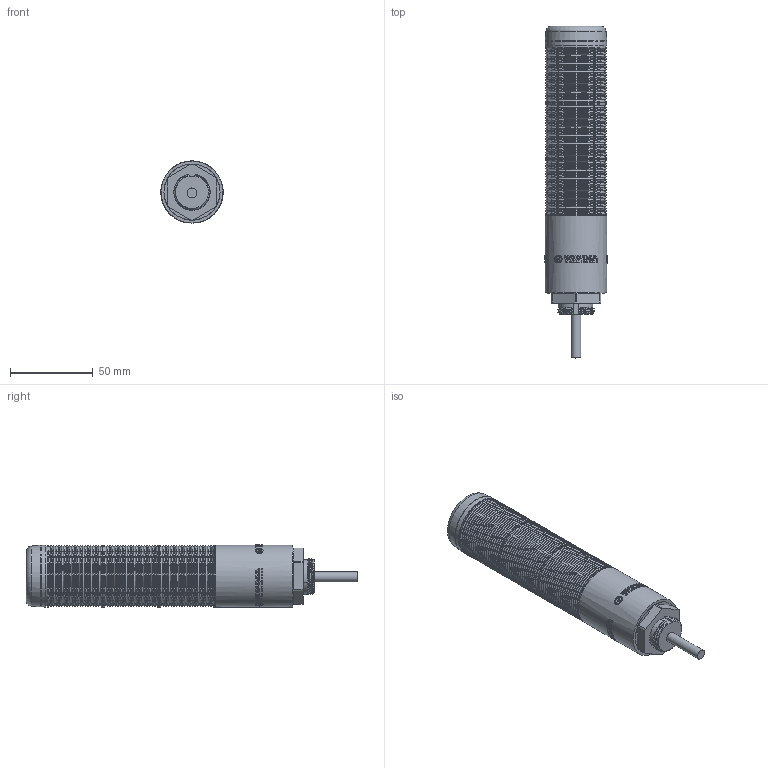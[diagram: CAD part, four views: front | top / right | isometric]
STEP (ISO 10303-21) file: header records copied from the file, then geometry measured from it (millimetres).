
FILE_DESCRIPTION(/* description */ (''),/* implementation_level */ '2;1');
FILE_NAME(/* name */ '800000007202_prt_000.step',/* time_stamp */ '2024-04-19T09:27:15+02:00',/* author */ ('CN_0009'),/* organization */ (''),/* preprocessor_version */ 'ST-DEVELOPER v19.2',/* originating_system */ 'Autodesk Inventor 2023',/* authorisation */ '');
FILE_SCHEMA (('AUTOMOTIVE_DESIGN { 1 0 10303 214 3 1 1 }'));
Length unit declared in the file: millimetre
Products named in the file (1): 800000007202_prt_000_1
Bounding box: 37.7 x 201 x 37.6 mm (x, y, z)
Volume: 180900.5 mm3; surface area: 27744.2 mm2
Topology: 1 solids, 10 shells, 1306 faces, 3542 edges, 2358 vertices
Faces by surface type: plane 749, cylinder 238, cone 147, torus 125, bspline 47
Full cylindrical faces by diameter (mm): 6 x1, 23 x1, 34 x1, 35.1 x3, 37.5 x7
Entity records: 47703 total; most frequent: CARTESIAN_POINT 13593, DIRECTION 7166, ORIENTED_EDGE 7084, EDGE_CURVE 3542, AXIS2_PLACEMENT_3D 2692, VERTEX_POINT 2358, LINE 1782, VECTOR 1782
